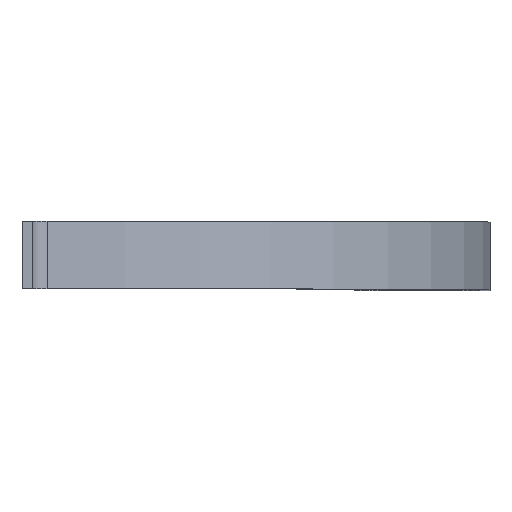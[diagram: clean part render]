
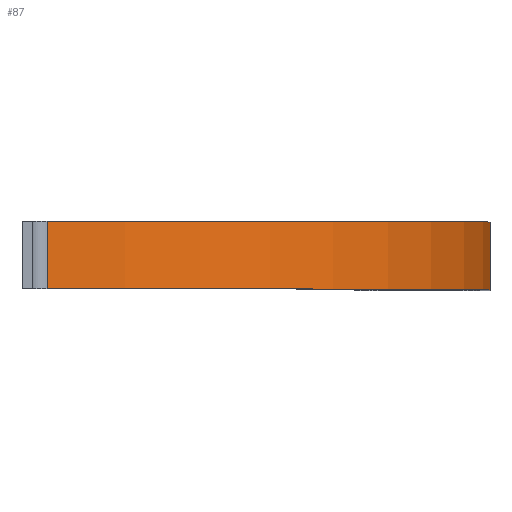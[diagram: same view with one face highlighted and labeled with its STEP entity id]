
A CAD part, top view. The second image highlights one B-rep face of the part: STEP entity #87.
In plain terms, the highlighted cylindrical face has radius 450 mm (diameter 900 mm), a partial arc.
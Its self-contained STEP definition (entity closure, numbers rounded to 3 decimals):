
#4 = CARTESIAN_POINT ( 'NONE',  ( 24.194, 0., 449.349 ) ) ;
#22 = VERTEX_POINT ( 'NONE', #544 ) ;
#87 = ADVANCED_FACE ( 'NONE', ( #477 ), #791, .T. ) ;
#103 = CARTESIAN_POINT ( 'NONE',  ( 0., 65., 0. ) ) ;
#124 = CIRCLE ( 'NONE', #585, 450. ) ;
#194 = DIRECTION ( 'NONE',  ( 1., 0., 0. ) ) ;
#197 = EDGE_LOOP ( 'NONE', ( #411, #227, #883, #512 ) ) ;
#199 = CARTESIAN_POINT ( 'NONE',  ( 0., 65., 0. ) ) ;
#225 = LINE ( 'NONE', #769, #865 ) ;
#227 = ORIENTED_EDGE ( 'NONE', *, *, #773, .F. ) ;
#353 = CARTESIAN_POINT ( 'NONE',  ( 24.194, 65., 449.349 ) ) ;
#361 = AXIS2_PLACEMENT_3D ( 'NONE', #956, #574, #899 ) ;
#404 = DIRECTION ( 'NONE',  ( 0., -1., 0. ) ) ;
#411 = ORIENTED_EDGE ( 'NONE', *, *, #668, .T. ) ;
#416 = CARTESIAN_POINT ( 'NONE',  ( 24.194, 65., 449.349 ) ) ;
#451 = CIRCLE ( 'NONE', #361, 450. ) ;
#477 = FACE_OUTER_BOUND ( 'NONE', #197, .T. ) ;
#502 = LINE ( 'NONE', #353, #599 ) ;
#512 = ORIENTED_EDGE ( 'NONE', *, *, #636, .T. ) ;
#544 = CARTESIAN_POINT ( 'NONE',  ( 450., 0., 0. ) ) ;
#566 = DIRECTION ( 'NONE',  ( 0., 1., 0. ) ) ;
#574 = DIRECTION ( 'NONE',  ( 0., 1., 0. ) ) ;
#585 = AXIS2_PLACEMENT_3D ( 'NONE', #199, #566, #194 ) ;
#599 = VECTOR ( 'NONE', #733, 1000. ) ;
#620 = DIRECTION ( 'NONE',  ( 0., -1., 0. ) ) ;
#624 = VERTEX_POINT ( 'NONE', #416 ) ;
#636 = EDGE_CURVE ( 'NONE', #624, #897, #502, .T. ) ;
#641 = EDGE_CURVE ( 'NONE', #624, #789, #124, .T. ) ;
#668 = EDGE_CURVE ( 'NONE', #897, #22, #451, .T. ) ;
#712 = DIRECTION ( 'NONE',  ( 0., 0., -1. ) ) ;
#733 = DIRECTION ( 'NONE',  ( 0., -1., 0. ) ) ;
#769 = CARTESIAN_POINT ( 'NONE',  ( 450., 65., 0. ) ) ;
#773 = EDGE_CURVE ( 'NONE', #789, #22, #225, .T. ) ;
#789 = VERTEX_POINT ( 'NONE', #999 ) ;
#791 = CYLINDRICAL_SURFACE ( 'NONE', #794, 450. ) ;
#794 = AXIS2_PLACEMENT_3D ( 'NONE', #103, #404, #712 ) ;
#865 = VECTOR ( 'NONE', #620, 1000. ) ;
#883 = ORIENTED_EDGE ( 'NONE', *, *, #641, .F. ) ;
#897 = VERTEX_POINT ( 'NONE', #4 ) ;
#899 = DIRECTION ( 'NONE',  ( 1., 0., 0. ) ) ;
#956 = CARTESIAN_POINT ( 'NONE',  ( 0., 0., 0. ) ) ;
#999 = CARTESIAN_POINT ( 'NONE',  ( 450., 65., 0. ) ) ;
